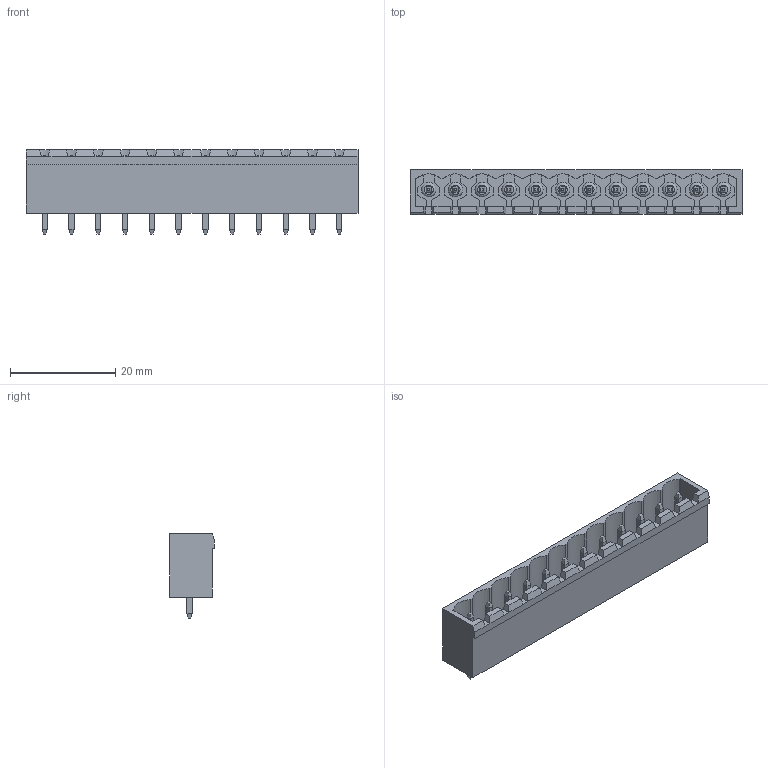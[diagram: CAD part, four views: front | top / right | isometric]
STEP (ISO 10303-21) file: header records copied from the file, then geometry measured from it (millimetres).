
FILE_DESCRIPTION( ( 'Unknown' ), '1' );
FILE_NAME( '691311500112.stp', 'Unknown', ( 'Unknown' ), ( 'Unknown' ), 'PSStep 18.0.17', 'Unknown', ' ' );
FILE_SCHEMA( ( 'AUTOMOTIVE_DESIGN { 1 0 10303 214 1 1 1 1 }' ) );
Length unit declared in the file: millimetre
Products named in the file (3): Assem1; 6913115001xx_PIN; 691311500112
Assembly tree (13 placements, depth 2):
  Assem1
    6913115001xx_PIN  x12
    691311500112
Bounding box: 62.96 x 8.5 x 16 mm (x, y, z)
Volume: 2595.3 mm3; surface area: 5793.5 mm2
Topology: 13 solids, 13 shells, 579 faces, 1539 edges, 986 vertices
Faces by surface type: plane 543, cylinder 24, torus 12
Full cylindrical faces by diameter (mm): 2.75 x12
Entity records: 17095 total; most frequent: CARTESIAN_POINT 2432, ORIENTED_EDGE 2390, DIRECTION 2157, EDGE_CURVE 1195, LINE 1111, VECTOR 1111, VERTEX_POINT 798, AXIS2_PLACEMENT_3D 523
